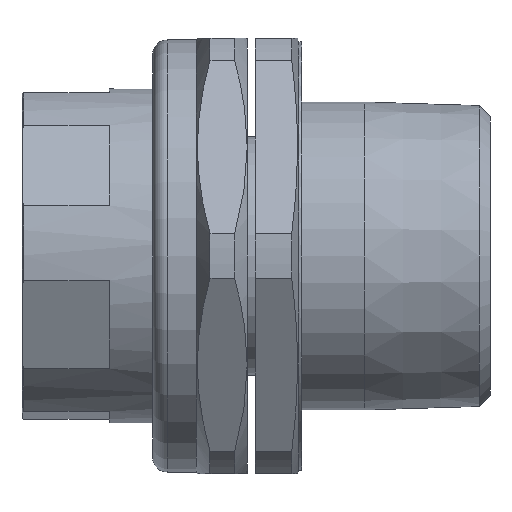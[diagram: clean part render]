
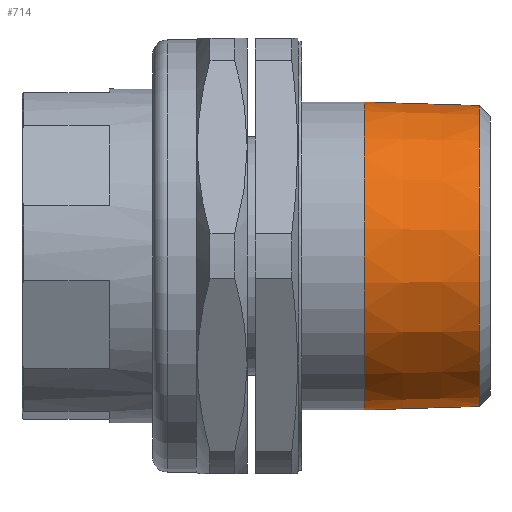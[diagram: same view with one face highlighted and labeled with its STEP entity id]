
A CAD part, front view. The second image highlights one B-rep face of the part: STEP entity #714.
In plain terms, the highlighted conical face has half-angle 1.78 degrees and reference radius 20.662 mm.
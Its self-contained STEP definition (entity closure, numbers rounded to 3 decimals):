
#17 = VERTEX_POINT ( 'NONE', #2305 ) ;
#191 = AXIS2_PLACEMENT_3D ( 'NONE', #1887, #2069, #1190 ) ;
#233 = VERTEX_POINT ( 'NONE', #662 ) ;
#246 = DIRECTION ( 'NONE',  ( -1., 0., 0. ) ) ;
#416 = DIRECTION ( 'NONE',  ( 0., 0., 1. ) ) ;
#437 = CARTESIAN_POINT ( 'NONE',  ( 40.3, 0., 0. ) ) ;
#459 = EDGE_LOOP ( 'NONE', ( #1329 ) ) ;
#466 = AXIS2_PLACEMENT_3D ( 'NONE', #476, #1360, #467 ) ;
#467 = DIRECTION ( 'NONE',  ( 0., 0., -1. ) ) ;
#476 = CARTESIAN_POINT ( 'NONE',  ( 38.851, 0., 0. ) ) ;
#509 = CONICAL_SURFACE ( 'NONE', #1140, 20.662, 0.031 ) ;
#561 = EDGE_CURVE ( 'NONE', #233, #233, #1662, .T. ) ;
#662 = CARTESIAN_POINT ( 'NONE',  ( 38.851, 0., -20.707 ) ) ;
#704 = EDGE_LOOP ( 'NONE', ( #752 ) ) ;
#714 = ADVANCED_FACE ( 'NONE', ( #840, #1864 ), #509, .T. ) ;
#752 = ORIENTED_EDGE ( 'NONE', *, *, #561, .T. ) ;
#815 = CIRCLE ( 'NONE', #191, 21.2 ) ;
#840 = FACE_BOUND ( 'NONE', #704, .T. ) ;
#1140 = AXIS2_PLACEMENT_3D ( 'NONE', #437, #246, #416 ) ;
#1190 = DIRECTION ( 'NONE',  ( 0., 0., -1. ) ) ;
#1329 = ORIENTED_EDGE ( 'NONE', *, *, #1868, .T. ) ;
#1360 = DIRECTION ( 'NONE',  ( -1., 0., 0. ) ) ;
#1662 = CIRCLE ( 'NONE', #466, 20.707 ) ;
#1864 = FACE_OUTER_BOUND ( 'NONE', #459, .T. ) ;
#1868 = EDGE_CURVE ( 'NONE', #17, #17, #815, .T. ) ;
#1887 = CARTESIAN_POINT ( 'NONE',  ( 23., 0., 0. ) ) ;
#2069 = DIRECTION ( 'NONE',  ( 1., 0., 0. ) ) ;
#2305 = CARTESIAN_POINT ( 'NONE',  ( 23., 0., -21.2 ) ) ;
